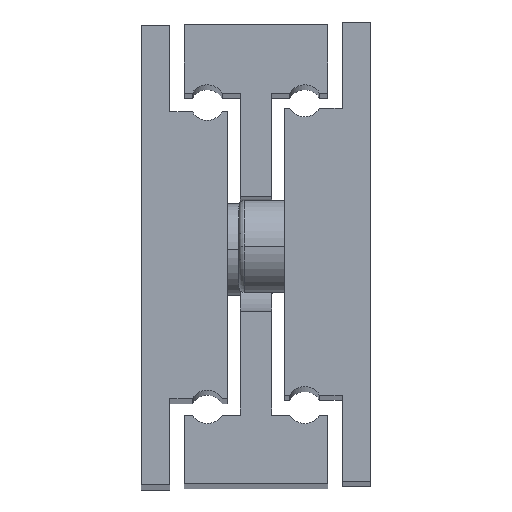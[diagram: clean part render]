
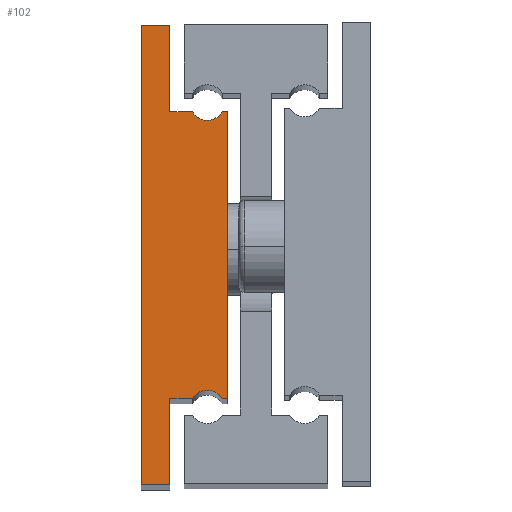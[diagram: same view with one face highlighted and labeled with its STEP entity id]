
A CAD part, top view. The second image highlights one B-rep face of the part: STEP entity #102.
In plain terms, the highlighted face is planar.
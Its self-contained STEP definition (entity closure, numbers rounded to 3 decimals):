
#26 = CARTESIAN_POINT ( 'NONE',  ( 10., 50., 0. ) ) ;
#46 = CARTESIAN_POINT ( 'NONE',  ( 3.5, -1.5, 0. ) ) ;
#66 = CARTESIAN_POINT ( 'NONE',  ( 3.5, 51.5, 0. ) ) ;
#102 = ADVANCED_FACE ( 'NONE', ( #2357 ), #593, .T. ) ;
#164 = CARTESIAN_POINT ( 'NONE',  ( 10., 0., 0. ) ) ;
#233 = DIRECTION ( 'NONE',  ( 0., -1., 0. ) ) ;
#248 = EDGE_CURVE ( 'NONE', #3299, #1068, #293, .T. ) ;
#284 = VECTOR ( 'NONE', #4394, 1000. ) ;
#293 = LINE ( 'NONE', #4459, #3659 ) ;
#328 = CARTESIAN_POINT ( 'NONE',  ( 10., 65., 0. ) ) ;
#343 = DIRECTION ( 'NONE',  ( 1., 0., 0. ) ) ;
#346 = DIRECTION ( 'NONE',  ( -1., 0., 0. ) ) ;
#394 = EDGE_CURVE ( 'NONE', #1068, #2123, #3772, .T. ) ;
#395 = DIRECTION ( 'NONE',  ( 0., 0., -1. ) ) ;
#505 = CARTESIAN_POINT ( 'NONE',  ( 15., -15., 0. ) ) ;
#570 = VECTOR ( 'NONE', #1244, 1000. ) ;
#593 = PLANE ( 'NONE',  #4068 ) ;
#617 = ORIENTED_EDGE ( 'NONE', *, *, #1625, .F. ) ;
#650 = CIRCLE ( 'NONE', #2167, 3. ) ;
#658 = DIRECTION ( 'NONE',  ( 0., 0., -1. ) ) ;
#678 = LINE ( 'NONE', #1714, #3564 ) ;
#699 = ORIENTED_EDGE ( 'NONE', *, *, #1220, .F. ) ;
#786 = ORIENTED_EDGE ( 'NONE', *, *, #3021, .F. ) ;
#831 = VECTOR ( 'NONE', #233, 1000. ) ;
#883 = VECTOR ( 'NONE', #2126, 1000. ) ;
#920 = LINE ( 'NONE', #505, #570 ) ;
#940 = CARTESIAN_POINT ( 'NONE',  ( 0.902, 50., 0. ) ) ;
#1006 = DIRECTION ( 'NONE',  ( 0., -1., 0. ) ) ;
#1068 = VERTEX_POINT ( 'NONE', #1877 ) ;
#1136 = EDGE_CURVE ( 'NONE', #1780, #3299, #920, .T. ) ;
#1139 = ORIENTED_EDGE ( 'NONE', *, *, #3410, .F. ) ;
#1150 = ORIENTED_EDGE ( 'NONE', *, *, #1136, .F. ) ;
#1220 = EDGE_CURVE ( 'NONE', #2356, #2404, #650, .T. ) ;
#1244 = DIRECTION ( 'NONE',  ( 1., 0., 0. ) ) ;
#1408 = EDGE_CURVE ( 'NONE', #2404, #1969, #2471, .T. ) ;
#1428 = EDGE_CURVE ( 'NONE', #4163, #3192, #1450, .T. ) ;
#1434 = ORIENTED_EDGE ( 'NONE', *, *, #2491, .F. ) ;
#1450 = CIRCLE ( 'NONE', #2611, 3. ) ;
#1625 = EDGE_CURVE ( 'NONE', #3714, #4079, #3403, .T. ) ;
#1671 = DIRECTION ( 'NONE',  ( -1., 0., 0. ) ) ;
#1672 = LINE ( 'NONE', #26, #4097 ) ;
#1713 = CARTESIAN_POINT ( 'NONE',  ( 6.098, 0., 0. ) ) ;
#1714 = CARTESIAN_POINT ( 'NONE',  ( 0., 0., 0. ) ) ;
#1777 = LINE ( 'NONE', #1799, #3652 ) ;
#1780 = VERTEX_POINT ( 'NONE', #3856 ) ;
#1799 = CARTESIAN_POINT ( 'NONE',  ( 10., -15., 0. ) ) ;
#1877 = CARTESIAN_POINT ( 'NONE',  ( 15., 65., 0. ) ) ;
#1906 = DIRECTION ( 'NONE',  ( -1., 0., 0. ) ) ;
#1920 = CARTESIAN_POINT ( 'NONE',  ( 0.902, 0., 0. ) ) ;
#1969 = VERTEX_POINT ( 'NONE', #164 ) ;
#2055 = DIRECTION ( 'NONE',  ( 1., 0., 0. ) ) ;
#2123 = VERTEX_POINT ( 'NONE', #4127 ) ;
#2126 = DIRECTION ( 'NONE',  ( 1., 0., 0. ) ) ;
#2140 = VECTOR ( 'NONE', #1906, 1000. ) ;
#2167 = AXIS2_PLACEMENT_3D ( 'NONE', #4398, #658, #1671 ) ;
#2191 = ORIENTED_EDGE ( 'NONE', *, *, #1408, .F. ) ;
#2258 = DIRECTION ( 'NONE',  ( 0., -1., 0. ) ) ;
#2356 = VERTEX_POINT ( 'NONE', #1920 ) ;
#2357 = FACE_OUTER_BOUND ( 'NONE', #3493, .T. ) ;
#2370 = DIRECTION ( 'NONE',  ( 0., 1., 0. ) ) ;
#2404 = VERTEX_POINT ( 'NONE', #3389 ) ;
#2414 = ORIENTED_EDGE ( 'NONE', *, *, #394, .F. ) ;
#2429 = EDGE_CURVE ( 'NONE', #4079, #2356, #678, .T. ) ;
#2471 = LINE ( 'NONE', #1713, #883 ) ;
#2491 = EDGE_CURVE ( 'NONE', #2123, #4328, #1672, .T. ) ;
#2611 = AXIS2_PLACEMENT_3D ( 'NONE', #66, #3862, #343 ) ;
#2639 = ORIENTED_EDGE ( 'NONE', *, *, #1428, .F. ) ;
#2652 = VECTOR ( 'NONE', #4177, 1000. ) ;
#2938 = CARTESIAN_POINT ( 'NONE',  ( 10., 50., 0. ) ) ;
#3021 = EDGE_CURVE ( 'NONE', #1969, #1780, #1777, .T. ) ;
#3061 = CARTESIAN_POINT ( 'NONE',  ( 0., 50., 0. ) ) ;
#3160 = CARTESIAN_POINT ( 'NONE',  ( 15., -15., 0. ) ) ;
#3192 = VERTEX_POINT ( 'NONE', #3726 ) ;
#3299 = VERTEX_POINT ( 'NONE', #3160 ) ;
#3389 = CARTESIAN_POINT ( 'NONE',  ( 6.098, 0., 0. ) ) ;
#3403 = LINE ( 'NONE', #3061, #831 ) ;
#3410 = EDGE_CURVE ( 'NONE', #4328, #4163, #4317, .T. ) ;
#3467 = CARTESIAN_POINT ( 'NONE',  ( 0., 50., 0. ) ) ;
#3493 = EDGE_LOOP ( 'NONE', ( #617, #3950, #2639, #1139, #1434, #2414, #3641, #1150, #786, #2191, #699, #3839 ) ) ;
#3564 = VECTOR ( 'NONE', #2055, 1000. ) ;
#3641 = ORIENTED_EDGE ( 'NONE', *, *, #248, .F. ) ;
#3652 = VECTOR ( 'NONE', #2258, 1000. ) ;
#3659 = VECTOR ( 'NONE', #2370, 1000. ) ;
#3712 = CARTESIAN_POINT ( 'NONE',  ( 0., 0., 0. ) ) ;
#3714 = VERTEX_POINT ( 'NONE', #3467 ) ;
#3726 = CARTESIAN_POINT ( 'NONE',  ( 0.902, 50., 0. ) ) ;
#3772 = LINE ( 'NONE', #328, #2652 ) ;
#3839 = ORIENTED_EDGE ( 'NONE', *, *, #2429, .F. ) ;
#3856 = CARTESIAN_POINT ( 'NONE',  ( 10., -15., 0. ) ) ;
#3861 = EDGE_CURVE ( 'NONE', #3192, #3714, #4044, .T. ) ;
#3862 = DIRECTION ( 'NONE',  ( 0., 0., -1. ) ) ;
#3950 = ORIENTED_EDGE ( 'NONE', *, *, #3861, .F. ) ;
#4044 = LINE ( 'NONE', #940, #284 ) ;
#4068 = AXIS2_PLACEMENT_3D ( 'NONE', #46, #395, #346 ) ;
#4079 = VERTEX_POINT ( 'NONE', #3712 ) ;
#4097 = VECTOR ( 'NONE', #1006, 1000. ) ;
#4127 = CARTESIAN_POINT ( 'NONE',  ( 10., 65., 0. ) ) ;
#4163 = VERTEX_POINT ( 'NONE', #4463 ) ;
#4177 = DIRECTION ( 'NONE',  ( -1., 0., 0. ) ) ;
#4317 = LINE ( 'NONE', #2938, #2140 ) ;
#4328 = VERTEX_POINT ( 'NONE', #4370 ) ;
#4370 = CARTESIAN_POINT ( 'NONE',  ( 10., 50., 0. ) ) ;
#4394 = DIRECTION ( 'NONE',  ( -1., 0., 0. ) ) ;
#4398 = CARTESIAN_POINT ( 'NONE',  ( 3.5, -1.5, 0. ) ) ;
#4459 = CARTESIAN_POINT ( 'NONE',  ( 15., 65., 0. ) ) ;
#4463 = CARTESIAN_POINT ( 'NONE',  ( 6.098, 50., 0. ) ) ;
